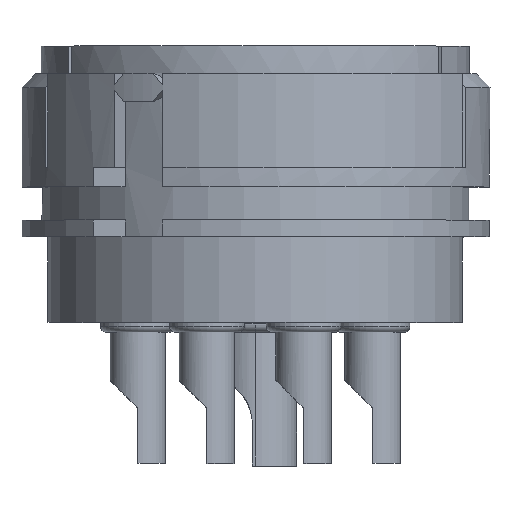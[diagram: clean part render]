
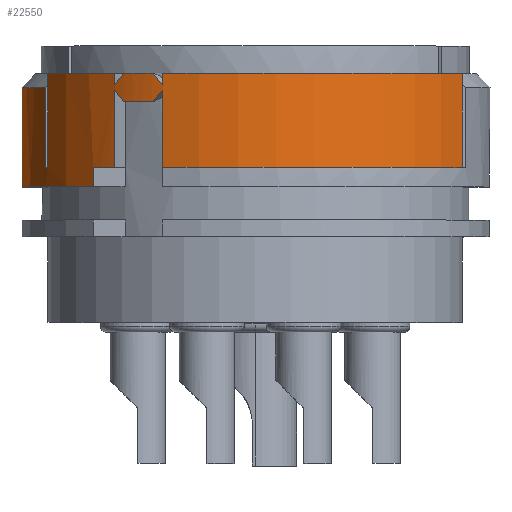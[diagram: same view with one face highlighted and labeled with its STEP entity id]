
A CAD part, top view. The second image highlights one B-rep face of the part: STEP entity #22550.
In plain terms, the highlighted cylindrical face has radius 8.5 mm (diameter 17 mm), a partial arc.
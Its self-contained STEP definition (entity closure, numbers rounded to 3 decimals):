
#72=CARTESIAN_POINT('',(0.,-4.4,0.));
#73=DIRECTION('',(0.,1.,0.));
#74=DIRECTION('',(-0.895,0.,0.447));
#75=AXIS2_PLACEMENT_3D('',#72,#73,#74);
#1326=CARTESIAN_POINT('',(-3.354,-1.4,7.81));
#1327=CARTESIAN_POINT('',(-3.478,-1.267,
7.757));
#1328=CARTESIAN_POINT('',(-3.599,-1.133,
7.701));
#1329=CARTESIAN_POINT('',(-3.72,-1.,7.643));
#1352=CARTESIAN_POINT('',(0.,-1.,0.));
#1353=DIRECTION('',(0.,1.,0.));
#1354=DIRECTION('',(-0.395,0.,0.919));
#1355=AXIS2_PLACEMENT_3D('',#1352,#1353,#1354);
#1740=CARTESIAN_POINT('',(0.,-5.1,0.));
#1741=DIRECTION('',(0.,-1.,0.));
#1742=DIRECTION('',(-0.69,0.,0.724));
#1743=AXIS2_PLACEMENT_3D('',#1740,#1741,#1742);
#1750=CARTESIAN_POINT('',(-8.441,-1.5,
1.));
#1756=CARTESIAN_POINT('',(0.,-1.5,0.));
#1757=DIRECTION('',(0.,1.,0.));
#1758=DIRECTION('',(-0.993,0.,0.118));
#1759=AXIS2_PLACEMENT_3D('',#1756,#1757,#1758);
#1769=CARTESIAN_POINT('',(0.,-4.4,0.));
#1770=DIRECTION('',(0.,1.,0.));
#1771=DIRECTION('',(-0.69,0.,0.724));
#1772=AXIS2_PLACEMENT_3D('',#1769,#1770,#1771);
#1774=DIRECTION('',(0.,1.,0.));
#1775=VECTOR('',#1774,0.7);
#1776=CARTESIAN_POINT('',(-5.862,-5.1,6.156));
#1777=LINE('',#1776,#1775);
#1778=DIRECTION('',(0.,1.,0.));
#1779=VECTOR('',#1778,3.6);
#1780=CARTESIAN_POINT('',(-8.441,-5.1,1.));
#1781=LINE('',#1780,#1779);
#1782=DIRECTION('',(0.,1.,0.));
#1783=VECTOR('',#1782,2.9);
#1784=CARTESIAN_POINT('',(-7.603,-4.4,3.8));
#1785=LINE('',#1784,#1783);
#1786=DIRECTION('',(0.,-1.,0.));
#1787=VECTOR('',#1786,3.4);
#1788=CARTESIAN_POINT('',(-7.5,-1.,4.));
#1789=LINE('',#1788,#1787);
#1790=DIRECTION('',(0.,-1.,0.));
#1791=VECTOR('',#1790,0.4);
#1792=CARTESIAN_POINT('',(-5.087,-1.,6.81));
#1793=LINE('',#1792,#1791);
#1794=DIRECTION('',(0.,-1.,0.));
#1795=VECTOR('',#1794,0.4);
#1796=CARTESIAN_POINT('',(-3.354,-1.,7.81));
#1797=LINE('',#1796,#1795);
#1798=DIRECTION('',(0.,-1.,0.));
#1799=VECTOR('',#1798,3.4);
#1800=CARTESIAN_POINT('',(7.5,-1.,4.));
#1801=LINE('',#1800,#1799);
#1802=CARTESIAN_POINT('',(0.,-4.4,0.));
#1803=DIRECTION('',(0.,1.,0.));
#1804=DIRECTION('',(-0.395,0.,0.919));
#1805=AXIS2_PLACEMENT_3D('',#1802,#1803,#1804);
#1807=DIRECTION('',(0.,-1.,0.));
#1808=VECTOR('',#1807,2.8);
#1809=CARTESIAN_POINT('',(-3.354,-1.6,7.81));
#1810=LINE('',#1809,#1808);
#1811=DIRECTION('',(0.,-1.,0.));
#1812=VECTOR('',#1811,2.8);
#1813=CARTESIAN_POINT('',(-5.087,-1.6,6.81));
#1814=LINE('',#1813,#1812);
#1831=CARTESIAN_POINT('',(-5.087,-1.6,6.81));
#1832=CARTESIAN_POINT('',(-4.979,-1.733,
6.89));
#1833=CARTESIAN_POINT('',(-4.87,-1.867,
6.968));
#1834=CARTESIAN_POINT('',(-4.759,-2.,7.043));
#1836=CARTESIAN_POINT('',(0.,-2.,0.));
#1837=DIRECTION('',(0.,-1.,0.));
#1838=DIRECTION('',(-0.438,0.,0.899));
#1839=AXIS2_PLACEMENT_3D('',#1836,#1837,#1838);
#1853=CARTESIAN_POINT('',(-3.72,-2.,7.643));
#1854=CARTESIAN_POINT('',(-3.599,-1.867,
7.701));
#1855=CARTESIAN_POINT('',(-3.478,-1.733,
7.757));
#1856=CARTESIAN_POINT('',(-3.354,-1.6,7.81));
#12927=CARTESIAN_POINT('',(-7.604,-1.5,
3.8));
#13008=CARTESIAN_POINT('',(0.,-1.,0.));
#13009=DIRECTION('',(0.,1.,0.));
#13010=DIRECTION('',(-0.882,0.,0.471));
#13011=AXIS2_PLACEMENT_3D('',#13008,#13009,#13010);
#13030=CARTESIAN_POINT('',(-4.759,-1.,7.043));
#13031=CARTESIAN_POINT('',(-4.87,-1.133,
6.968));
#13032=CARTESIAN_POINT('',(-4.979,-1.267,
6.89));
#13033=CARTESIAN_POINT('',(-5.087,-1.4,6.81));
#13039=CARTESIAN_POINT('',(0.,-1.,0.));
#13040=DIRECTION('',(0.,-1.,0.));
#13041=DIRECTION('',(-0.438,0.,0.899));
#13042=AXIS2_PLACEMENT_3D('',#13039,#13040,#13041);
#16372=CARTESIAN_POINT('',(-7.5,-1.,4.));
#16373=VERTEX_POINT('',#16372);
#16402=CARTESIAN_POINT('',(7.5,-1.,4.));
#16403=VERTEX_POINT('',#16402);
#16675=CARTESIAN_POINT('',(-5.087,-1.,6.81));
#16677=VERTEX_POINT('',#16675);
#16678=CARTESIAN_POINT('',(-3.354,-1.,7.81));
#16680=VERTEX_POINT('',#16678);
#16690=CARTESIAN_POINT('',(-3.72,-1.,7.643));
#16691=CARTESIAN_POINT('',(-4.759,-1.,7.043));
#16692=VERTEX_POINT('',#16690);
#16693=VERTEX_POINT('',#16691);
#16694=CARTESIAN_POINT('',(-3.72,-2.,7.643));
#16695=CARTESIAN_POINT('',(-4.759,-2.,7.043));
#16696=VERTEX_POINT('',#16694);
#16697=VERTEX_POINT('',#16695);
#16722=CARTESIAN_POINT('',(-5.087,-1.4,6.81));
#16723=VERTEX_POINT('',#16722);
#16724=CARTESIAN_POINT('',(-5.087,-1.6,6.81));
#16725=VERTEX_POINT('',#16724);
#16726=CARTESIAN_POINT('',(-3.354,-1.4,7.81));
#16727=VERTEX_POINT('',#16726);
#16728=CARTESIAN_POINT('',(-3.354,-1.6,7.81));
#16729=VERTEX_POINT('',#16728);
#16730=CARTESIAN_POINT('',(-5.087,-4.4,6.81));
#16731=VERTEX_POINT('',#16730);
#18152=CARTESIAN_POINT('',(-7.603,-4.4,3.8));
#18154=VERTEX_POINT('',#18152);
#18203=CARTESIAN_POINT('',(-8.441,-5.1,1.));
#18205=VERTEX_POINT('',#18203);
#18487=CARTESIAN_POINT('',(-5.862,-5.1,6.156));
#18489=VERTEX_POINT('',#18487);
#18573=VERTEX_POINT('',#12927);
#18576=VERTEX_POINT('',#1750);
#19937=CARTESIAN_POINT('',(-3.354,-4.4,7.81));
#19938=CARTESIAN_POINT('',(7.5,-4.4,4.));
#19939=VERTEX_POINT('',#19937);
#19940=VERTEX_POINT('',#19938);
#20018=CARTESIAN_POINT('',(-5.862,-4.4,6.156));
#20020=VERTEX_POINT('',#20018);
#20021=CARTESIAN_POINT('',(-7.5,-4.4,4.));
#20023=VERTEX_POINT('',#20021);
#22510=CARTESIAN_POINT('',(0.,0.,0.));
#22511=DIRECTION('',(0.,1.,0.));
#22512=DIRECTION('',(0.,0.,-1.));
#22513=AXIS2_PLACEMENT_3D('',#22510,#22511,#22512);
#22514=CYLINDRICAL_SURFACE('',#22513,8.5);
#22516=ORIENTED_EDGE('',*,*,#22515,.F.);
#22517=ORIENTED_EDGE('',*,*,#22458,.F.);
#22518=ORIENTED_EDGE('',*,*,#22474,.T.);
#22519=ORIENTED_EDGE('',*,*,#22486,.T.);
#22520=ORIENTED_EDGE('',*,*,#22500,.T.);
#22522=ORIENTED_EDGE('',*,*,#22521,.F.);
#22523=ORIENTED_EDGE('',*,*,#21218,.T.);
#22524=ORIENTED_EDGE('',*,*,#21252,.F.);
#22526=ORIENTED_EDGE('',*,*,#22525,.T.);
#22528=ORIENTED_EDGE('',*,*,#22527,.T.);
#22530=ORIENTED_EDGE('',*,*,#22529,.F.);
#22532=ORIENTED_EDGE('',*,*,#22531,.F.);
#22533=ORIENTED_EDGE('',*,*,#21972,.F.);
#22534=ORIENTED_EDGE('',*,*,#21990,.F.);
#22535=ORIENTED_EDGE('',*,*,#22004,.T.);
#22536=ORIENTED_EDGE('',*,*,#22016,.T.);
#22537=ORIENTED_EDGE('',*,*,#22284,.F.);
#22539=ORIENTED_EDGE('',*,*,#22538,.F.);
#22541=ORIENTED_EDGE('',*,*,#22540,.F.);
#22543=ORIENTED_EDGE('',*,*,#22542,.T.);
#22545=ORIENTED_EDGE('',*,*,#22544,.F.);
#22547=ORIENTED_EDGE('',*,*,#22546,.T.);
#22548=EDGE_LOOP('',(#22516,#22517,#22518,#22519,#22520,#22522,#22523,#22524,
#22526,#22528,#22530,#22532,#22533,#22534,#22535,#22536,#22537,#22539,#22541,
#22543,#22545,#22547));
#22549=FACE_OUTER_BOUND('',#22548,.F.);
#22550=ADVANCED_FACE('',(#22549),#22514,.T.);
#76=CIRCLE('',#75,8.5);
#1330=B_SPLINE_CURVE_WITH_KNOTS('',3,(#1326,#1327,#1328,#1329),.UNSPECIFIED.,
.F.,.F.,(4,4),(0.,1.),.UNSPECIFIED.);
#1356=CIRCLE('',#1355,8.5);
#1744=CIRCLE('',#1743,8.5);
#1760=CIRCLE('',#1759,8.5);
#1773=CIRCLE('',#1772,8.5);
#1806=CIRCLE('',#1805,8.5);
#1835=B_SPLINE_CURVE_WITH_KNOTS('',3,(#1831,#1832,#1833,#1834),.UNSPECIFIED.,
.F.,.F.,(4,4),(0.,1.),.UNSPECIFIED.);
#1840=CIRCLE('',#1839,8.5);
#1857=B_SPLINE_CURVE_WITH_KNOTS('',3,(#1853,#1854,#1855,#1856),.UNSPECIFIED.,
.F.,.F.,(4,4),(0.,1.),.UNSPECIFIED.);
#13012=CIRCLE('',#13011,8.5);
#13034=B_SPLINE_CURVE_WITH_KNOTS('',3,(#13030,#13031,#13032,#13033),
.UNSPECIFIED.,.F.,.F.,(4,4),(0.,1.),.UNSPECIFIED.);
#13043=CIRCLE('',#13042,8.5);
#21218=EDGE_CURVE('',#18154,#20023,#76,.T.);
#21252=EDGE_CURVE('',#16373,#20023,#1789,.T.);
#21972=EDGE_CURVE('',#16727,#16692,#1330,.T.);
#21990=EDGE_CURVE('',#16680,#16727,#1797,.T.);
#22004=EDGE_CURVE('',#16680,#16403,#1356,.T.);
#22016=EDGE_CURVE('',#16403,#19940,#1801,.T.);
#22284=EDGE_CURVE('',#19939,#19940,#1806,.T.);
#22458=EDGE_CURVE('',#18489,#20020,#1777,.T.);
#22474=EDGE_CURVE('',#18489,#18205,#1744,.T.);
#22486=EDGE_CURVE('',#18205,#18576,#1781,.T.);
#22500=EDGE_CURVE('',#18576,#18573,#1760,.T.);
#22515=EDGE_CURVE('',#20020,#16731,#1773,.T.);
#22521=EDGE_CURVE('',#18154,#18573,#1785,.T.);
#22525=EDGE_CURVE('',#16373,#16677,#13012,.T.);
#22527=EDGE_CURVE('',#16677,#16723,#1793,.T.);
#22529=EDGE_CURVE('',#16693,#16723,#13034,.T.);
#22531=EDGE_CURVE('',#16692,#16693,#13043,.T.);
#22538=EDGE_CURVE('',#16729,#19939,#1810,.T.);
#22540=EDGE_CURVE('',#16696,#16729,#1857,.T.);
#22542=EDGE_CURVE('',#16696,#16697,#1840,.T.);
#22544=EDGE_CURVE('',#16725,#16697,#1835,.T.);
#22546=EDGE_CURVE('',#16725,#16731,#1814,.T.);
